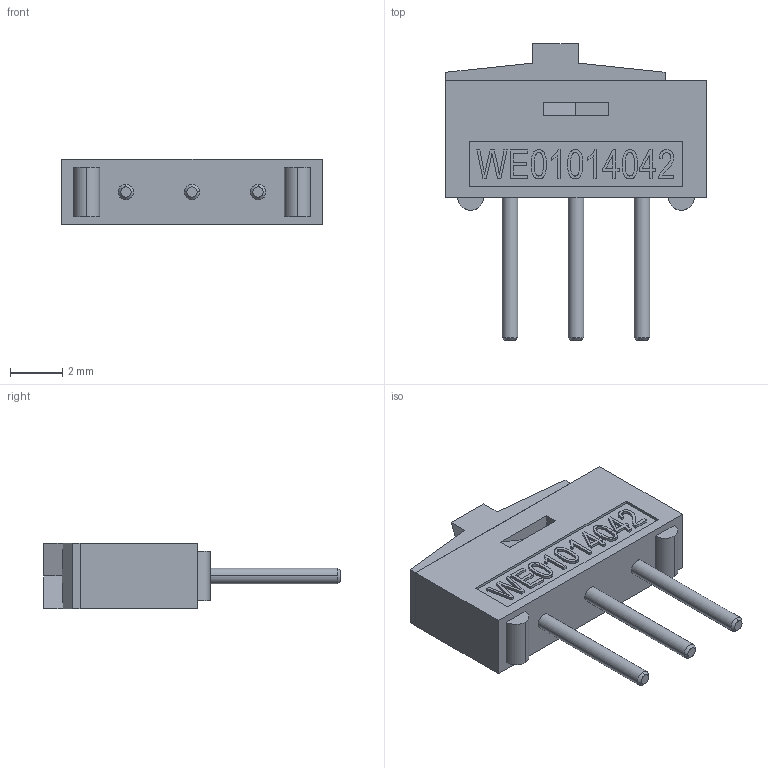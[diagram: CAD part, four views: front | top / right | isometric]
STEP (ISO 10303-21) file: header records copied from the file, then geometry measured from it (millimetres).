
FILE_DESCRIPTION (( 'STEP AP214' ), '1' );
FILE_NAME ('450301014042.STEP', '2022-06-14T13:24:10', ( '' ), ( '' ), 'SwSTEP 2.0', 'SolidWorks 2018', '' );
FILE_SCHEMA (( 'AUTOMOTIVE_DESIGN' ));
Length unit declared in the file: millimetre
Products named in the file (1): 450301014042
Bounding box: 10 x 11.4 x 2.5 mm (x, y, z)
Volume: 129.3 mm3; surface area: 269.8 mm2
Topology: 2 solids, 2 shells, 186 faces, 472 edges, 314 vertices
Faces by surface type: plane 125, bspline 43, cylinder 12, cone 6
Entity records: 9881 total; most frequent: CARTESIAN_POINT 3552, ORIENTED_EDGE 944, DIRECTION 708, EDGE_CURVE 472, VECTOR 352, LINE 352, VERTEX_POINT 314, EDGE_LOOP 210
